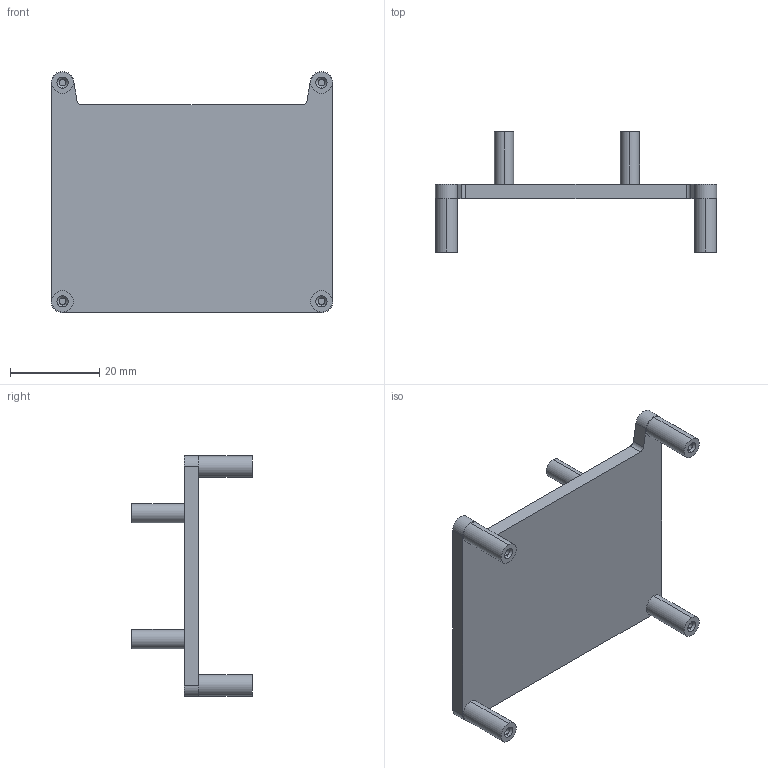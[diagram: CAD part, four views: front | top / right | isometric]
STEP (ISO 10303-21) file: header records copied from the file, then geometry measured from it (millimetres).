
FILE_DESCRIPTION (( 'STEP AP214' ), '1' );
FILE_NAME ('LD06_PiBracket.STEP', '2022-04-29T12:29:38', ( '' ), ( '' ), 'SwSTEP 2.0', 'SolidWorks 2021', '' );
FILE_SCHEMA (( 'AUTOMOTIVE_DESIGN' ));
Length unit declared in the file: millimetre
Products named in the file (1): LD06_PiBracket
Bounding box: 63 x 27 x 54 mm (x, y, z)
Volume: 10686.2 mm3; surface area: 8146.6 mm2
Topology: 1 solids, 1 shells, 62 faces, 132 edges, 84 vertices
Faces by surface type: cylinder 30, plane 20, cone 12
Entity records: 2408 total; most frequent: DIRECTION 330, CARTESIAN_POINT 279, ORIENTED_EDGE 264, AXIS2_PLACEMENT_3D 135, EDGE_CURVE 132, VERTEX_POINT 84, EDGE_LOOP 74, CIRCLE 72
